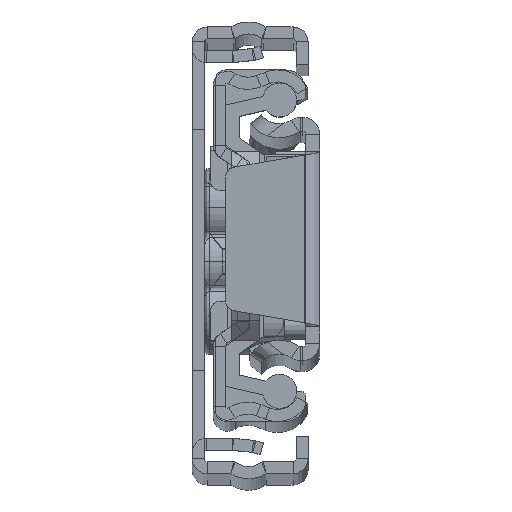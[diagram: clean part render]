
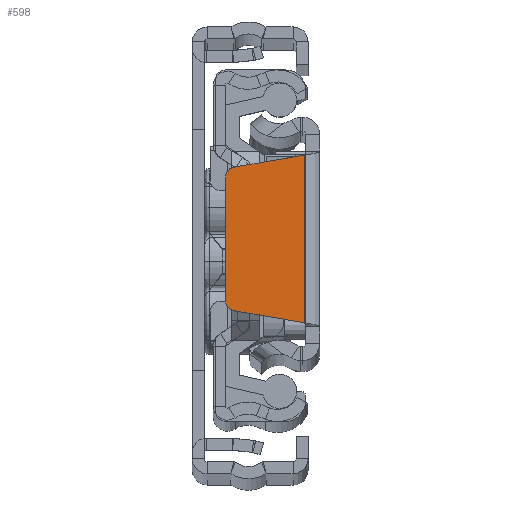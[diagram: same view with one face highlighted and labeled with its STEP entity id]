
A CAD part, top view. The second image highlights one B-rep face of the part: STEP entity #598.
In plain terms, the highlighted planar face has unit normal (0, 0, 1).
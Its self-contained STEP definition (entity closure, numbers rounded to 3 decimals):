
#269 = VECTOR ( 'NONE', #20054, 1000. ) ;
#598 = ADVANCED_FACE ( 'NONE', ( #19690 ), #16220, .F. ) ;
#758 = VECTOR ( 'NONE', #1899, 1000. ) ;
#781 = ORIENTED_EDGE ( 'NONE', *, *, #11602, .F. ) ;
#1292 = DIRECTION ( 'NONE',  ( 0., 0., -1. ) ) ;
#1670 = AXIS2_PLACEMENT_3D ( 'NONE', #11303, #1292, #9891 ) ;
#1899 = DIRECTION ( 'NONE',  ( -0.986, 0.168, 0. ) ) ;
#1994 = CARTESIAN_POINT ( 'NONE',  ( -8.4, 6.156, 0. ) ) ;
#2340 = CIRCLE ( 'NONE', #14516, 1. ) ;
#3158 = CARTESIAN_POINT ( 'NONE',  ( -1.5, -8.35, 0. ) ) ;
#3697 = VECTOR ( 'NONE', #10975, 1000. ) ;
#3775 = VERTEX_POINT ( 'NONE', #16253 ) ;
#3829 = EDGE_CURVE ( 'NONE', #3775, #17906, #9916, .T. ) ;
#4226 = CARTESIAN_POINT ( 'NONE',  ( -1.5, 8.35, 0. ) ) ;
#4687 = LINE ( 'NONE', #11328, #12900 ) ;
#6571 = DIRECTION ( 'NONE',  ( 0., 0., -1. ) ) ;
#6962 = CARTESIAN_POINT ( 'NONE',  ( -8.568, 7.142, 0. ) ) ;
#7096 = ORIENTED_EDGE ( 'NONE', *, *, #16885, .F. ) ;
#8026 = ORIENTED_EDGE ( 'NONE', *, *, #15235, .F. ) ;
#8116 = EDGE_CURVE ( 'NONE', #19489, #12499, #2340, .T. ) ;
#8468 = CARTESIAN_POINT ( 'NONE',  ( -8.4, -6.156, 0. ) ) ;
#9138 = LINE ( 'NONE', #4226, #3697 ) ;
#9695 = ORIENTED_EDGE ( 'NONE', *, *, #8116, .F. ) ;
#9891 = DIRECTION ( 'NONE',  ( -1., 0., 0. ) ) ;
#9916 = LINE ( 'NONE', #3158, #269 ) ;
#9942 = CARTESIAN_POINT ( 'NONE',  ( -9.4, 6.156, 0. ) ) ;
#10975 = DIRECTION ( 'NONE',  ( 0.986, 0.168, 0. ) ) ;
#11303 = CARTESIAN_POINT ( 'NONE',  ( -8.4, 6.156, 0. ) ) ;
#11328 = CARTESIAN_POINT ( 'NONE',  ( -9.4, 6.156, 0. ) ) ;
#11602 = EDGE_CURVE ( 'NONE', #17906, #17484, #19580, .T. ) ;
#12408 = AXIS2_PLACEMENT_3D ( 'NONE', #8468, #14679, #21334 ) ;
#12499 = VERTEX_POINT ( 'NONE', #6962 ) ;
#12606 = EDGE_LOOP ( 'NONE', ( #14098, #7096, #9695, #8026, #14778, #781 ) ) ;
#12900 = VECTOR ( 'NONE', #21371, 1000. ) ;
#13223 = DIRECTION ( 'NONE',  ( -1., 0., 0. ) ) ;
#14062 = EDGE_CURVE ( 'NONE', #17484, #20791, #21452, .T. ) ;
#14098 = ORIENTED_EDGE ( 'NONE', *, *, #3829, .F. ) ;
#14337 = CARTESIAN_POINT ( 'NONE',  ( -8.568, -7.142, 0. ) ) ;
#14516 = AXIS2_PLACEMENT_3D ( 'NONE', #1994, #6571, #13223 ) ;
#14679 = DIRECTION ( 'NONE',  ( 0., 0., -1. ) ) ;
#14778 = ORIENTED_EDGE ( 'NONE', *, *, #14062, .F. ) ;
#15235 = EDGE_CURVE ( 'NONE', #20791, #19489, #4687, .T. ) ;
#16203 = CARTESIAN_POINT ( 'NONE',  ( -8.568, -7.142, 0. ) ) ;
#16220 = PLANE ( 'NONE',  #1670 ) ;
#16253 = CARTESIAN_POINT ( 'NONE',  ( -1.5, 8.35, 0. ) ) ;
#16885 = EDGE_CURVE ( 'NONE', #12499, #3775, #9138, .T. ) ;
#17484 = VERTEX_POINT ( 'NONE', #14337 ) ;
#17906 = VERTEX_POINT ( 'NONE', #19457 ) ;
#18689 = CARTESIAN_POINT ( 'NONE',  ( -9.4, -6.156, 0. ) ) ;
#19457 = CARTESIAN_POINT ( 'NONE',  ( -1.5, -8.35, 0. ) ) ;
#19489 = VERTEX_POINT ( 'NONE', #9942 ) ;
#19580 = LINE ( 'NONE', #16203, #758 ) ;
#19690 = FACE_OUTER_BOUND ( 'NONE', #12606, .T. ) ;
#20054 = DIRECTION ( 'NONE',  ( 0., -1., 0. ) ) ;
#20791 = VERTEX_POINT ( 'NONE', #18689 ) ;
#21334 = DIRECTION ( 'NONE',  ( -1., 0., 0. ) ) ;
#21371 = DIRECTION ( 'NONE',  ( 0., 1., 0. ) ) ;
#21452 = CIRCLE ( 'NONE', #12408, 1. ) ;
